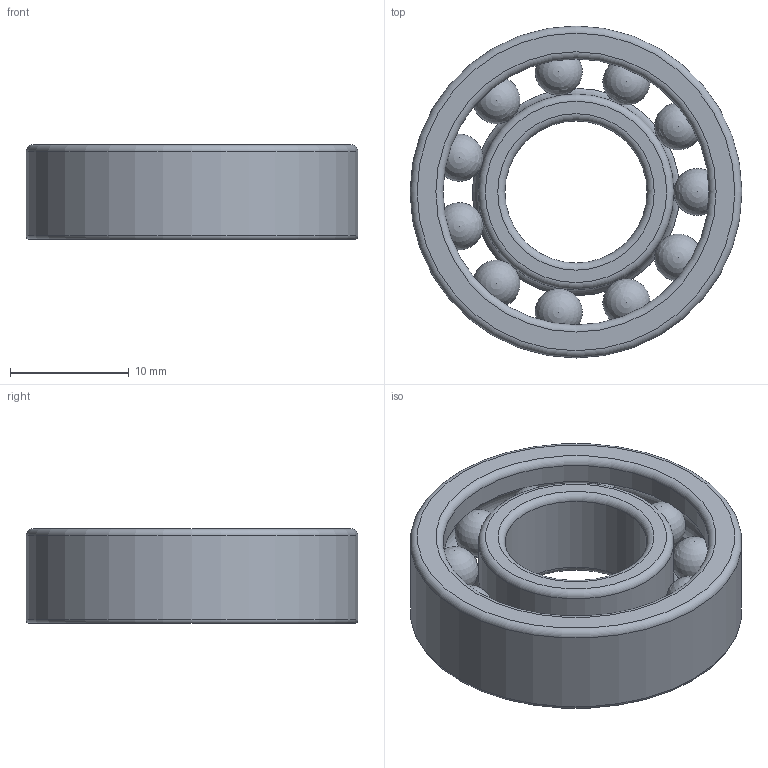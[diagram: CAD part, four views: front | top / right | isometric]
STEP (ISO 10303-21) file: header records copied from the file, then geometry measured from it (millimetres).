
FILE_DESCRIPTION(('FreeCAD Model'),'2;1');
FILE_NAME('DIN628_AngBallBearing_12-28 - 8_Typ7001.step', '2020-09-15T14:09:05',('Author'),(''), 'Open CASCADE STEP processor 7.3','FreeCAD','Unknown');
FILE_SCHEMA(('AUTOMOTIVE_DESIGN { 1 0 10303 214 1 1 1 1 }'));
Length unit declared in the file: millimetre
Products named in the file (4): DIN628_AngBallBearing_12-28_-_8_Typ7001; InnerRing; OuterRing; BallArray
Assembly tree (3 placements, depth 2):
  DIN628_AngBallBearing_12-28_-_8_Typ7001
    InnerRing
    OuterRing
    BallArray
Bounding box: 28 x 28 x 8 mm (x, y, z)
Volume: 2709.6 mm3; surface area: 3144.9 mm2
Topology: 13 solids, 13 shells, 30 faces, 111 edges, 195 vertices
Faces by surface type: sphere 11, torus 9, cylinder 6, plane 4
Full cylindrical faces by diameter (mm): 12 x1, 16.5 x1, 17.5 x1, 22.45 x1, 23.5 x1, 28 x1
Entity records: 1727 total; most frequent: CARTESIAN_POINT 758, DIRECTION 174, AXIS2_PLACEMENT_3D 84, ORIENTED_EDGE 68, CIRCLE 50, GEOMETRIC_CURVE_SET 45, FACE_BOUND 34, EDGE_CURVE 34
